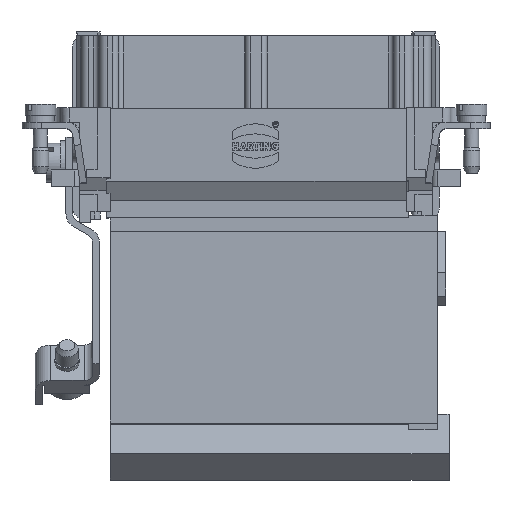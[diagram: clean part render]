
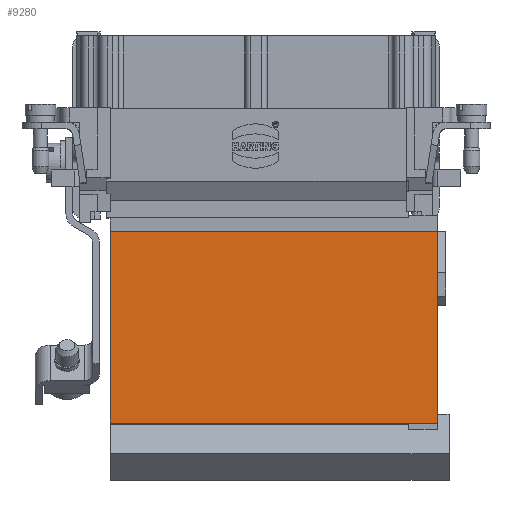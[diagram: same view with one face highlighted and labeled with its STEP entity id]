
A CAD part, front view. The second image highlights one B-rep face of the part: STEP entity #9280.
In plain terms, the highlighted planar face has unit normal (0, -1, 0).
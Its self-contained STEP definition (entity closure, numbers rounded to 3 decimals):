
#8185=FACE_OUTER_BOUND('',#11861,.T.);
#9280=ADVANCED_FACE('',(#8185),#10200,.T.);
#10200=PLANE('',#32188);
#11861=EDGE_LOOP('',(#16817,#16818,#16819,#16820));
#16817=ORIENTED_EDGE('',*,*,#22606,.F.);
#16818=ORIENTED_EDGE('',*,*,#22628,.F.);
#16819=ORIENTED_EDGE('',*,*,#22525,.F.);
#16820=ORIENTED_EDGE('',*,*,#22629,.F.);
#19835=VERTEX_POINT('',#44963);
#19836=VERTEX_POINT('',#44965);
#19884=VERTEX_POINT('',#45130);
#19885=VERTEX_POINT('',#45132);
#22525=EDGE_CURVE('',#19835,#19836,#26481,.T.);
#22606=EDGE_CURVE('',#19884,#19885,#26558,.T.);
#22628=EDGE_CURVE('',#19836,#19884,#26580,.T.);
#22629=EDGE_CURVE('',#19885,#19835,#26581,.T.);
#26481=LINE('',#44964,#28709);
#26558=LINE('',#45131,#28786);
#26580=LINE('',#45173,#28808);
#26581=LINE('',#45175,#28809);
#28709=VECTOR('',#36826,1.);
#28786=VECTOR('',#36985,1.);
#28808=VECTOR('',#37029,1.);
#28809=VECTOR('',#37032,1.);
#32188=AXIS2_PLACEMENT_3D('',#45176,#37033,#37034);
#36826=DIRECTION('',(0.,0.,1.));
#36985=DIRECTION('',(0.,0.,-1.));
#37029=DIRECTION('',(1.,0.,0.));
#37032=DIRECTION('',(-1.,0.,0.));
#37033=DIRECTION('',(0.,-1.,0.));
#37034=DIRECTION('',(0.,0.,1.));
#44963=CARTESIAN_POINT('',(-26.2,-16.9,-52.869));
#44964=CARTESIAN_POINT('',(-26.2,-16.9,-52.369));
#44965=CARTESIAN_POINT('',(-26.2,-16.9,-18.369));
#45130=CARTESIAN_POINT('',(32.6,-16.9,-18.369));
#45131=CARTESIAN_POINT('',(32.6,-16.9,-18.869));
#45132=CARTESIAN_POINT('',(32.6,-16.9,-52.869));
#45173=CARTESIAN_POINT('',(32.6,-16.9,-18.369));
#45175=CARTESIAN_POINT('',(32.6,-16.9,-52.869));
#45176=CARTESIAN_POINT('',(32.6,-16.9,-53.869));
